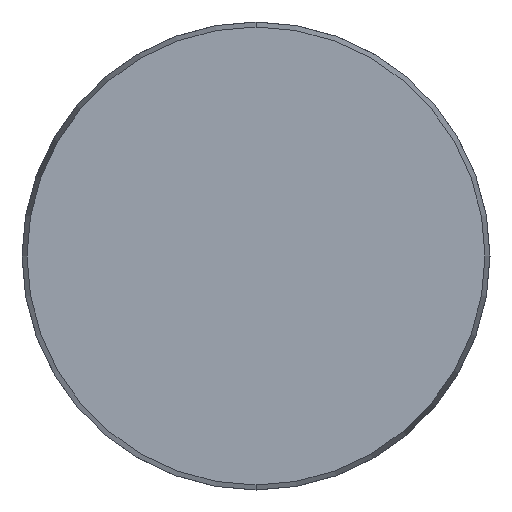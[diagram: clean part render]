
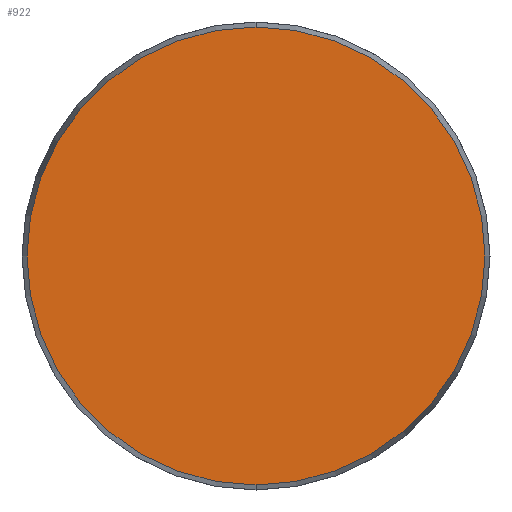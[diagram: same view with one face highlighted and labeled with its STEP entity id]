
A CAD part, front view. The second image highlights one B-rep face of the part: STEP entity #922.
In plain terms, the highlighted planar face has unit normal (0, -1, 0).
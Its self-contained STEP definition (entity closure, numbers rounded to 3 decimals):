
#60 = DIRECTION ( 'NONE',  ( 0., 0., -1. ) ) ;
#156 = CARTESIAN_POINT ( 'NONE',  ( 0., 0., 0. ) ) ;
#169 = DIRECTION ( 'NONE',  ( 0., -1., 0. ) ) ;
#214 = CARTESIAN_POINT ( 'NONE',  ( -39.143, 0., 0. ) ) ;
#292 = ORIENTED_EDGE ( 'NONE', *, *, #668, .T. ) ;
#393 = DIRECTION ( 'NONE',  ( 0., 0., -1. ) ) ;
#431 = AXIS2_PLACEMENT_3D ( 'NONE', #156, #169, #393 ) ;
#443 = CARTESIAN_POINT ( 'NONE',  ( 0., 0., 0. ) ) ;
#476 = EDGE_CURVE ( 'NONE', #858, #952, #915, .T. ) ;
#566 = CIRCLE ( 'NONE', #431, 39.143 ) ;
#578 = CARTESIAN_POINT ( 'NONE',  ( 0., 0., -39.143 ) ) ;
#668 = EDGE_CURVE ( 'NONE', #952, #858, #566, .T. ) ;
#669 = AXIS2_PLACEMENT_3D ( 'NONE', #214, #681, #921 ) ;
#681 = DIRECTION ( 'NONE',  ( 0., 1., 0. ) ) ;
#698 = EDGE_LOOP ( 'NONE', ( #292, #994 ) ) ;
#749 = AXIS2_PLACEMENT_3D ( 'NONE', #443, #774, #60 ) ;
#772 = PLANE ( 'NONE',  #669 ) ;
#774 = DIRECTION ( 'NONE',  ( 0., -1., 0. ) ) ;
#839 = FACE_OUTER_BOUND ( 'NONE', #698, .T. ) ;
#858 = VERTEX_POINT ( 'NONE', #578 ) ;
#915 = CIRCLE ( 'NONE', #749, 39.143 ) ;
#921 = DIRECTION ( 'NONE',  ( 0., 0., 1. ) ) ;
#922 = ADVANCED_FACE ( 'NONE', ( #839 ), #772, .F. ) ;
#928 = CARTESIAN_POINT ( 'NONE',  ( 0., 0., 39.143 ) ) ;
#952 = VERTEX_POINT ( 'NONE', #928 ) ;
#994 = ORIENTED_EDGE ( 'NONE', *, *, #476, .T. ) ;
